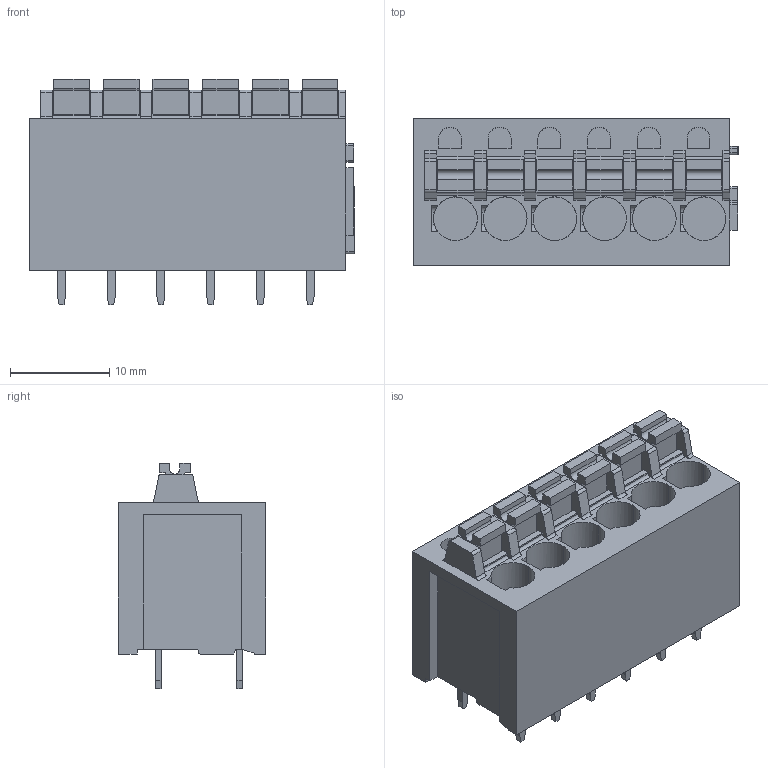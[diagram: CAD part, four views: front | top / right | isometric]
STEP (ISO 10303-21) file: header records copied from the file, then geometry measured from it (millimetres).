
FILE_DESCRIPTION(('CATIA V5 STEP Exchange','CAx-IF Rec.Pracs.--- Model Styling and Organization---1.4--- 2014-01-23'),'2;1');
FILE_NAME ('D1491528_0_1425070000_1425070000.stp','2021-06-28T08:20:55+00:00',('none'),('Weidmueller'),'CATIA Version 5-6 Release 2016 SP3 HF44','CATIA V5 STEP AP214','none');
FILE_SCHEMA(('AUTOMOTIVE_DESIGN { 1 0 10303 214 1 1 1 1 }'));
Length unit declared in the file: millimetre
Products named in the file (1): 1425070000
Bounding box: 32.65 x 14.8 x 22.7 mm (x, y, z)
Volume: 6574.9 mm3; surface area: 4179.4 mm2
Topology: 19 solids, 19 shells, 450 faces, 1191 edges, 794 vertices
Faces by surface type: plane 341, cylinder 109
Entity records: 13467 total; most frequent: CARTESIAN_POINT 2405, ORIENTED_EDGE 2382, DIRECTION 1782, EDGE_CURVE 1191, VECTOR 961, LINE 961, VERTEX_POINT 794, AXIS2_PLACEMENT_3D 518
